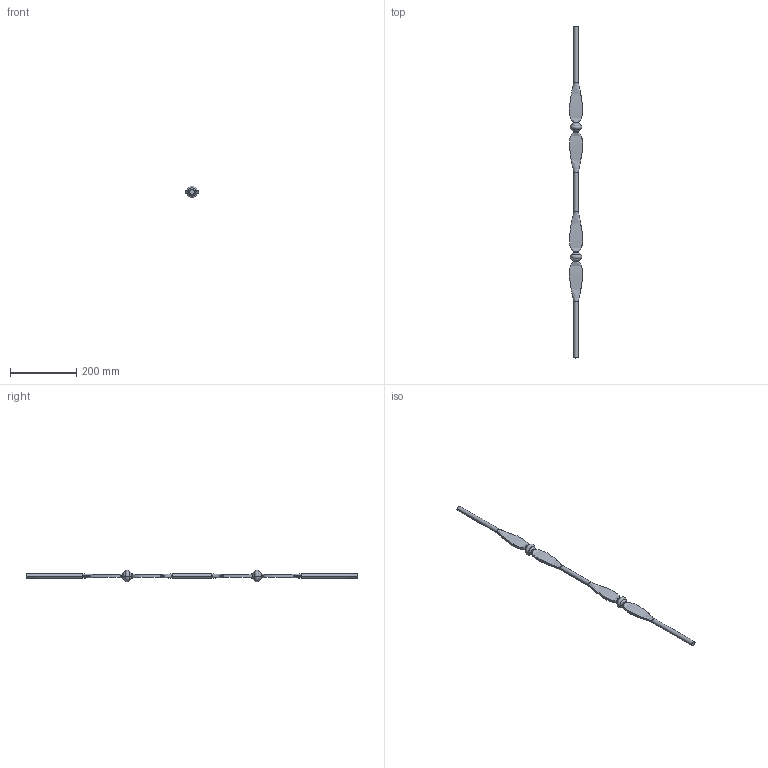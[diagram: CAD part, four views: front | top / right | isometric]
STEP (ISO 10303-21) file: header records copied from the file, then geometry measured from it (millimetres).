
FILE_DESCRIPTION (( 'STEP AP203' ), '1' );
FILE_NAME ('1282.step', '2020-09-18T06:02:35', ( '' ), ( '' ), 'SwSTEP 2.0', 'SolidWorks 2018', '' );
FILE_SCHEMA (( 'CONFIG_CONTROL_DESIGN' ));
Length unit declared in the file: millimetre
Products named in the file (2): 1282
Bounding box: 39.83 x 1000 x 34.96 mm (x, y, z)
Volume: 209358.7 mm3; surface area: 63403 mm2
Topology: 1 solids, 1 shells, 218 faces, 573 edges, 374 vertices
Faces by surface type: bspline 93, plane 91, cylinder 22, torus 12
Entity records: 11628 total; most frequent: CARTESIAN_POINT 6638, ORIENTED_EDGE 1146, DIRECTION 737, EDGE_CURVE 573, VERTEX_POINT 374, VECTOR 315, LINE 315, EDGE_LOOP 235
